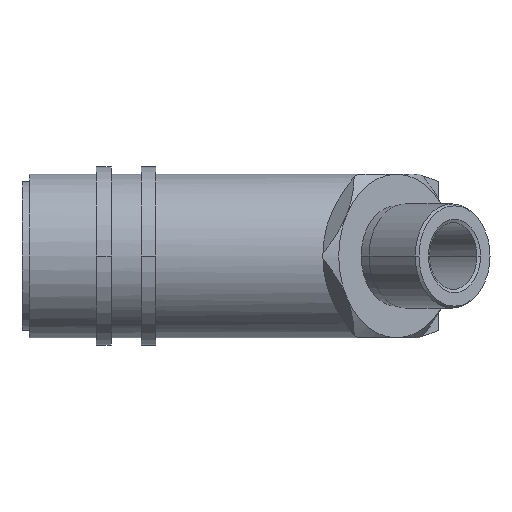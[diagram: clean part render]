
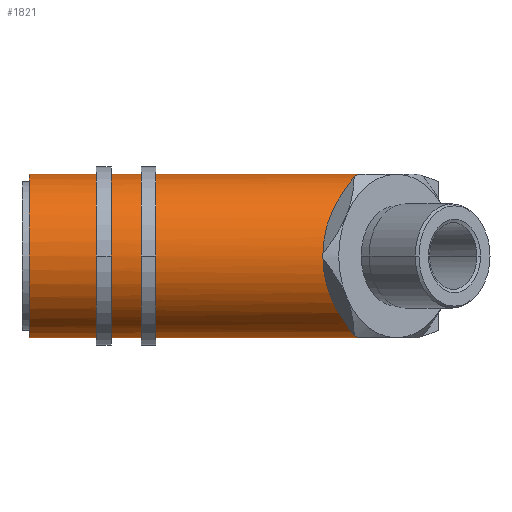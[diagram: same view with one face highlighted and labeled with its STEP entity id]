
A CAD part, front view. The second image highlights one B-rep face of the part: STEP entity #1821.
In plain terms, the highlighted cylindrical face has radius 11 mm (diameter 22 mm), a partial arc.
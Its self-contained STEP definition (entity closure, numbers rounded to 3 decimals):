
#11 = VERTEX_POINT ( 'NONE', #2872 ) ;
#325 = ORIENTED_EDGE ( 'NONE', *, *, #2245, .T. ) ;
#681 = VECTOR ( 'NONE', #7858, 1000. ) ;
#1044 = CARTESIAN_POINT ( 'NONE',  ( 49.556, -1.887, -10.837 ) ) ;
#1126 = ORIENTED_EDGE ( 'NONE', *, *, #1917, .T. ) ;
#1225 = CARTESIAN_POINT ( 'NONE',  ( 51.444, 0., 11. ) ) ;
#1307 = CARTESIAN_POINT ( 'NONE',  ( 50.811, -0.633, -11. ) ) ;
#1385 = CARTESIAN_POINT ( 'NONE',  ( 0., 0., 11. ) ) ;
#1401 =( BOUNDED_CURVE ( )  B_SPLINE_CURVE ( 3, ( #1044, #7927, #1546, #8069 ),
 .UNSPECIFIED., .F., .F. ) 
 B_SPLINE_CURVE_WITH_KNOTS ( ( 4, 4 ),
 ( 4.885, 6.283 ),
 .UNSPECIFIED. ) 
 CURVE ( )  GEOMETRIC_REPRESENTATION_ITEM ( )  RATIONAL_B_SPLINE_CURVE ( ( 1., 0.844, 0.844, 1. ) ) 
 REPRESENTATION_ITEM ( '' )  );
#1421 = CARTESIAN_POINT ( 'NONE',  ( 1., 0., 11. ) ) ;
#1445 = EDGE_CURVE ( 'NONE', #2534, #7084, #5018, .T. ) ;
#1455 = VERTEX_POINT ( 'NONE', #1421 ) ;
#1546 = CARTESIAN_POINT ( 'NONE',  ( 40.444, -11., -5.595 ) ) ;
#1561 = VECTOR ( 'NONE', #6978, 1000. ) ;
#1624 = CARTESIAN_POINT ( 'NONE',  ( 0., 0., 0. ) ) ;
#1625 = CARTESIAN_POINT ( 'NONE',  ( 40.444, -11., 0. ) ) ;
#1746 = EDGE_CURVE ( 'NONE', #7084, #1455, #2013, .T. ) ;
#1821 = ADVANCED_FACE ( 'NONE', ( #4376 ), #8003, .T. ) ;
#1917 = EDGE_CURVE ( 'NONE', #5464, #8861, #1401, .T. ) ;
#2013 = CIRCLE ( 'NONE', #4110, 11. ) ;
#2082 = CARTESIAN_POINT ( 'NONE',  ( 50.811, -0.633, 11. ) ) ;
#2105 = EDGE_CURVE ( 'NONE', #5407, #1455, #4279, .T. ) ;
#2245 = EDGE_CURVE ( 'NONE', #11, #5407, #8175, .T. ) ;
#2284 = DIRECTION ( 'NONE',  ( -1., 0., 0. ) ) ;
#2353 =( BOUNDED_CURVE ( )  B_SPLINE_CURVE ( 3, ( #6856, #1307, #7499, #8379 ),
 .UNSPECIFIED., .F., .T. ) 
 B_SPLINE_CURVE_WITH_KNOTS ( ( 4, 4 ),
 ( 4.712, 4.885 ),
 .UNSPECIFIED. ) 
 CURVE ( )  GEOMETRIC_REPRESENTATION_ITEM ( )  RATIONAL_B_SPLINE_CURVE ( ( 1., 0.998, 0.998, 1. ) ) 
 REPRESENTATION_ITEM ( '' )  );
#2534 = VERTEX_POINT ( 'NONE', #6928 ) ;
#2711 =( BOUNDED_CURVE ( )  B_SPLINE_CURVE ( 3, ( #4829, #8593, #4923, #8454 ),
 .UNSPECIFIED., .F., .T. ) 
 B_SPLINE_CURVE_WITH_KNOTS ( ( 4, 4 ),
 ( 0., 1.398 ),
 .UNSPECIFIED. ) 
 CURVE ( )  GEOMETRIC_REPRESENTATION_ITEM ( )  RATIONAL_B_SPLINE_CURVE ( ( 1., 0.844, 0.844, 1. ) ) 
 REPRESENTATION_ITEM ( '' )  );
#2718 = EDGE_CURVE ( 'NONE', #8861, #11, #2711, .T. ) ;
#2872 = CARTESIAN_POINT ( 'NONE',  ( 49.556, -1.887, 10.837 ) ) ;
#3203 = AXIS2_PLACEMENT_3D ( 'NONE', #1624, #4473, #4332 ) ;
#3478 = CARTESIAN_POINT ( 'NONE',  ( 0., 0., -11. ) ) ;
#3959 = ORIENTED_EDGE ( 'NONE', *, *, #2718, .T. ) ;
#4110 = AXIS2_PLACEMENT_3D ( 'NONE', #7279, #2284, #5140 ) ;
#4279 = LINE ( 'NONE', #1385, #681 ) ;
#4332 = DIRECTION ( 'NONE',  ( 0., 0., 1. ) ) ;
#4376 = FACE_OUTER_BOUND ( 'NONE', #7523, .T. ) ;
#4473 = DIRECTION ( 'NONE',  ( -1., 0., 0. ) ) ;
#4629 = ORIENTED_EDGE ( 'NONE', *, *, #1445, .F. ) ;
#4829 = CARTESIAN_POINT ( 'NONE',  ( 40.444, -11., 0. ) ) ;
#4853 = CARTESIAN_POINT ( 'NONE',  ( 1., 0., -11. ) ) ;
#4923 = CARTESIAN_POINT ( 'NONE',  ( 44.044, -7.399, 9.877 ) ) ;
#5018 = LINE ( 'NONE', #3478, #1561 ) ;
#5140 = DIRECTION ( 'NONE',  ( 0., 0., 1. ) ) ;
#5380 = CARTESIAN_POINT ( 'NONE',  ( 49.556, -1.887, -10.837 ) ) ;
#5407 = VERTEX_POINT ( 'NONE', #1225 ) ;
#5464 = VERTEX_POINT ( 'NONE', #5380 ) ;
#5639 = CARTESIAN_POINT ( 'NONE',  ( 50.18, -1.264, 10.945 ) ) ;
#6333 = CARTESIAN_POINT ( 'NONE',  ( 49.556, -1.887, 10.837 ) ) ;
#6424 = ORIENTED_EDGE ( 'NONE', *, *, #1746, .F. ) ;
#6856 = CARTESIAN_POINT ( 'NONE',  ( 51.444, 0., -11. ) ) ;
#6928 = CARTESIAN_POINT ( 'NONE',  ( 51.444, 0., -11. ) ) ;
#6978 = DIRECTION ( 'NONE',  ( -1., 0., 0. ) ) ;
#7084 = VERTEX_POINT ( 'NONE', #4853 ) ;
#7120 = EDGE_CURVE ( 'NONE', #2534, #5464, #2353, .T. ) ;
#7279 = CARTESIAN_POINT ( 'NONE',  ( 1., 0., 0. ) ) ;
#7499 = CARTESIAN_POINT ( 'NONE',  ( 50.18, -1.264, -10.945 ) ) ;
#7523 = EDGE_LOOP ( 'NONE', ( #4629, #8124, #1126, #3959, #325, #8920, #6424 ) ) ;
#7813 = CARTESIAN_POINT ( 'NONE',  ( 51.444, 0., 11. ) ) ;
#7858 = DIRECTION ( 'NONE',  ( -1., 0., 0. ) ) ;
#7927 = CARTESIAN_POINT ( 'NONE',  ( 44.044, -7.399, -9.877 ) ) ;
#8003 = CYLINDRICAL_SURFACE ( 'NONE', #3203, 11. ) ;
#8069 = CARTESIAN_POINT ( 'NONE',  ( 40.444, -11., 0. ) ) ;
#8124 = ORIENTED_EDGE ( 'NONE', *, *, #7120, .T. ) ;
#8175 =( BOUNDED_CURVE ( )  B_SPLINE_CURVE ( 3, ( #6333, #5639, #2082, #7813 ),
 .UNSPECIFIED., .F., .F. ) 
 B_SPLINE_CURVE_WITH_KNOTS ( ( 4, 4 ),
 ( 1.398, 1.571 ),
 .UNSPECIFIED. ) 
 CURVE ( )  GEOMETRIC_REPRESENTATION_ITEM ( )  RATIONAL_B_SPLINE_CURVE ( ( 1., 0.998, 0.998, 1. ) ) 
 REPRESENTATION_ITEM ( '' )  );
#8379 = CARTESIAN_POINT ( 'NONE',  ( 49.556, -1.887, -10.837 ) ) ;
#8454 = CARTESIAN_POINT ( 'NONE',  ( 49.556, -1.887, 10.837 ) ) ;
#8593 = CARTESIAN_POINT ( 'NONE',  ( 40.444, -11., 5.595 ) ) ;
#8861 = VERTEX_POINT ( 'NONE', #1625 ) ;
#8920 = ORIENTED_EDGE ( 'NONE', *, *, #2105, .T. ) ;
